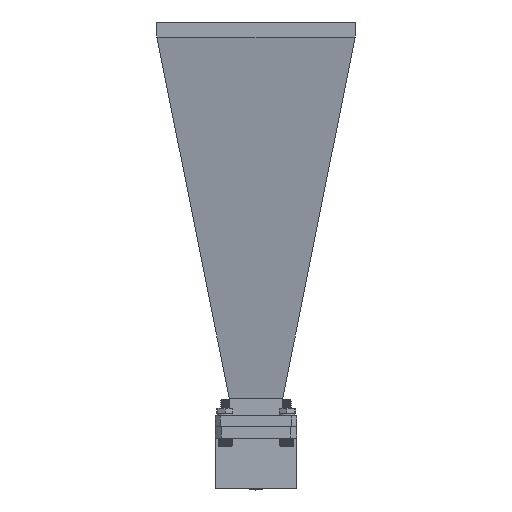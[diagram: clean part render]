
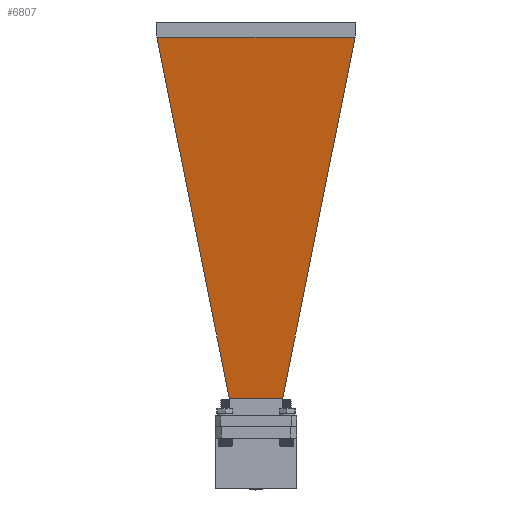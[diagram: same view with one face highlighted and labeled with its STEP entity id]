
A CAD part, front view. The second image highlights one B-rep face of the part: STEP entity #6807.
In plain terms, the highlighted face is planar.
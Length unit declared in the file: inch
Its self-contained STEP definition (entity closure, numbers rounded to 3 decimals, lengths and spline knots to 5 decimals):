
#340 = DIRECTION ( 'NONE',  ( 0.156, -0.194, -0.968 ) ) ;
#497 = ORIENTED_EDGE ( 'NONE', *, *, #9110, .T. ) ;
#579 = VERTEX_POINT ( 'NONE', #583 ) ;
#583 = CARTESIAN_POINT ( 'NONE',  ( -0.27361, 0.42956, 1.95904 ) ) ;
#988 = DIRECTION ( 'NONE',  ( -0.987, 0., -0.159 ) ) ;
#1059 = CARTESIAN_POINT ( 'NONE',  ( -1.20857, 0., 7.75773 ) ) ;
#1084 = VERTEX_POINT ( 'NONE', #3260 ) ;
#1134 = ORIENTED_EDGE ( 'NONE', *, *, #3817, .T. ) ;
#1487 = DIRECTION ( 'NONE',  ( -0.156, -0.194, 0.968 ) ) ;
#1615 = CARTESIAN_POINT ( 'NONE',  ( -0.27361, -0.42956, 1.95904 ) ) ;
#2255 = VERTEX_POINT ( 'NONE', #12041 ) ;
#3012 = DIRECTION ( 'NONE',  ( -0.159, 0., 0.987 ) ) ;
#3064 = CARTESIAN_POINT ( 'NONE',  ( -1.20857, 1.59229, 7.75773 ) ) ;
#3236 = ORIENTED_EDGE ( 'NONE', *, *, #7576, .T. ) ;
#3260 = CARTESIAN_POINT ( 'NONE',  ( -1.20857, 1.59229, 7.75773 ) ) ;
#3817 = EDGE_CURVE ( 'NONE', #1084, #579, #9041, .T. ) ;
#3832 = CARTESIAN_POINT ( 'NONE',  ( -1.20857, -1.59229, 7.75773 ) ) ;
#4677 = DIRECTION ( 'NONE',  ( 0., -1., 0. ) ) ;
#5628 = LINE ( 'NONE', #12552, #6664 ) ;
#5955 = DIRECTION ( 'NONE',  ( 0., 1., 0. ) ) ;
#6664 = VECTOR ( 'NONE', #4677, 39.37008 ) ;
#6807 = ADVANCED_FACE ( 'NONE', ( #10604 ), #9637, .T. ) ;
#6827 = VECTOR ( 'NONE', #340, 39.37008 ) ;
#7215 = ORIENTED_EDGE ( 'NONE', *, *, #10048, .T. ) ;
#7576 = EDGE_CURVE ( 'NONE', #2255, #9212, #10331, .T. ) ;
#7732 = LINE ( 'NONE', #1059, #7839 ) ;
#7839 = VECTOR ( 'NONE', #5955, 39.37008 ) ;
#8696 = VECTOR ( 'NONE', #1487, 39.37008 ) ;
#9041 = LINE ( 'NONE', #3064, #6827 ) ;
#9110 = EDGE_CURVE ( 'NONE', #579, #2255, #5628, .T. ) ;
#9212 = VERTEX_POINT ( 'NONE', #3832 ) ;
#9637 = PLANE ( 'NONE',  #12185 ) ;
#9809 = EDGE_LOOP ( 'NONE', ( #497, #3236, #7215, #1134 ) ) ;
#10048 = EDGE_CURVE ( 'NONE', #9212, #1084, #7732, .T. ) ;
#10331 = LINE ( 'NONE', #1615, #8696 ) ;
#10604 = FACE_OUTER_BOUND ( 'NONE', #9809, .T. ) ;
#11725 = CARTESIAN_POINT ( 'NONE',  ( -0.75851, 0., 4.9664 ) ) ;
#12041 = CARTESIAN_POINT ( 'NONE',  ( -0.27361, -0.42956, 1.95904 ) ) ;
#12185 = AXIS2_PLACEMENT_3D ( 'NONE', #11725, #988, #3012 ) ;
#12552 = CARTESIAN_POINT ( 'NONE',  ( -0.27361, 0., 1.95904 ) ) ;
